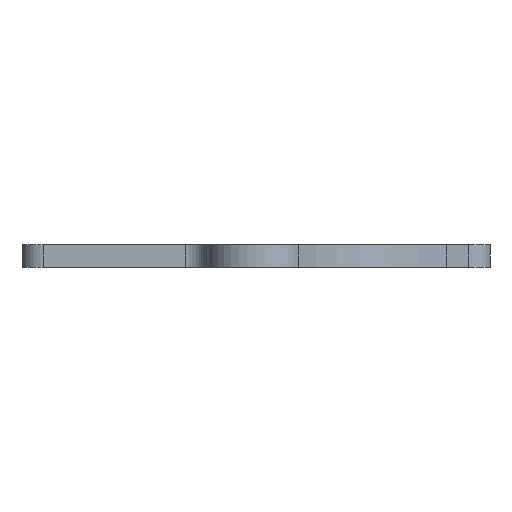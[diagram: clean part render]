
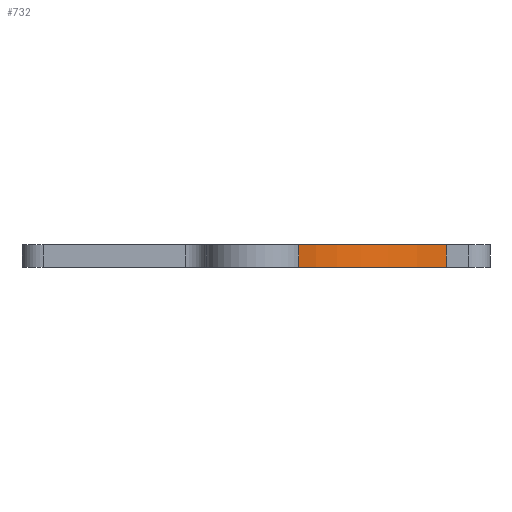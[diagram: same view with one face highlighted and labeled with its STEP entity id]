
A CAD part, left-side view. The second image highlights one B-rep face of the part: STEP entity #732.
In plain terms, the highlighted cylindrical face has radius 24 mm (diameter 48 mm), a partial arc.
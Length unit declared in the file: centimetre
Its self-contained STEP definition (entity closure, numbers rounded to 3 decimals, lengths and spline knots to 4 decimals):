
#116=VECTOR('',#856,1.);
#117=VECTOR('',#859,1.);
#156=LINE('',#1052,#116);
#157=LINE('',#1056,#117);
#196=VERTEX_POINT('',#1050);
#197=VERTEX_POINT('',#1051);
#198=VERTEX_POINT('',#1053);
#199=VERTEX_POINT('',#1055);
#264=CIRCLE('',#769,2.4);
#265=CIRCLE('',#770,2.4);
#312=EDGE_CURVE('',#196,#197,#264,.T.);
#313=EDGE_CURVE('',#197,#198,#156,.T.);
#314=EDGE_CURVE('',#199,#198,#265,.F.);
#315=EDGE_CURVE('',#199,#196,#157,.T.);
#400=ORIENTED_EDGE('',*,*,#312,.T.);
#401=ORIENTED_EDGE('',*,*,#313,.T.);
#402=ORIENTED_EDGE('',*,*,#314,.F.);
#403=ORIENTED_EDGE('',*,*,#315,.T.);
#576=EDGE_LOOP('',(#400,#401,#402,#403));
#654=FACE_BOUND('',#576,.T.);
#732=ADVANCED_FACE('',(#654),#1240,.F.);
#768=AXIS2_PLACEMENT_3D('',#1048,#852,#853);
#769=AXIS2_PLACEMENT_3D('',#1049,#854,#855);
#770=AXIS2_PLACEMENT_3D('',#1054,#857,#858);
#852=DIRECTION('',(0.,0.,1.));
#853=DIRECTION('',(-2.4,0.,0.));
#854=DIRECTION('',(0.,0.,1.));
#855=DIRECTION('',(-2.4,0.,0.));
#856=DIRECTION('',(0.,0.,-1.));
#857=DIRECTION('',(0.,0.,-1.));
#858=DIRECTION('',(-2.4,0.,0.));
#859=DIRECTION('',(0.,0.,1.));
#1048=CARTESIAN_POINT('',(-12.65,-2.6847,1.06));
#1049=CARTESIAN_POINT('',(-12.65,-2.6847,1.3775));
#1050=CARTESIAN_POINT('',(-10.25,-2.6847,1.3775));
#1051=CARTESIAN_POINT('',(-11.45,-0.6062,1.3775));
#1052=CARTESIAN_POINT('',(-11.45,-0.6062,1.06));
#1053=CARTESIAN_POINT('',(-11.45,-0.6062,1.06));
#1054=CARTESIAN_POINT('',(-12.65,-2.6847,1.06));
#1055=CARTESIAN_POINT('',(-10.25,-2.6847,1.06));
#1056=CARTESIAN_POINT('',(-10.25,-2.6847,1.06));
#1240=CYLINDRICAL_SURFACE('',#768,2.4);
